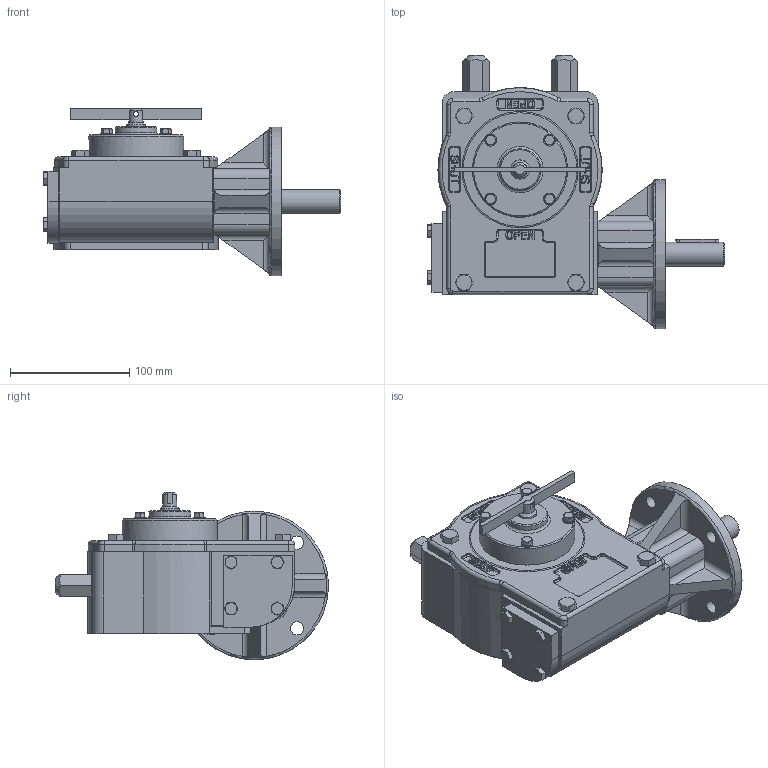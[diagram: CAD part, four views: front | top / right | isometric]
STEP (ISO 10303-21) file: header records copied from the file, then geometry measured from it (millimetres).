
FILE_DESCRIPTION( ( 'Unknown' ), '1' );
FILE_NAME( 'E550CS LH.stp', 'Unknown', ( 'Unknown' ), ( 'Unknown' ), 'PSStep 15.0.49', 'Unknown', ' ' );
FILE_SCHEMA( ( 'AUTOMOTIVE_DESIGN { 1 0 10303 214 1 1 1 1 }' ) );
Length unit declared in the file: millimetre
Products named in the file (1): 10BZ1000C0M00
Bounding box: 250 x 229.5 x 141 mm (x, y, z)
Volume: 1589448.8 mm3; surface area: 294958.9 mm2
Topology: 1 solids, 30 shells, 1411 faces, 3643 edges, 2330 vertices
Faces by surface type: plane 584, cylinder 369, cone 220, torus 152, bspline 46, extrusion 26, sphere 14
Full cylindrical faces by diameter (mm): 3 x1, 3.242 x4, 4 x1, 5 x10, 6 x12, 6.647 x8, 7 x8, 8 x6, 8.376 x4, 9 x4, 10 x9, 10.106 x6, 11 x4, 12 x5, 16 x2, 16.2 x3, 20 x4, 21 x1, 24 x3, 26 x2, 35 x1, 57.15 x2, 59 x2, 60 x4, 61 x1, 68 x1, 70 x1, 80 x1, 125 x1
Entity records: 61515 total; most frequent: CARTESIAN_POINT 18370, ORIENTED_EDGE 6706, DIRECTION 6230, EDGE_CURVE 3353, AXIS2_PLACEMENT_3D 2536, VERTEX_POINT 2235, EDGE_LOOP 1689, FACE_OUTER_BOUND 1534
